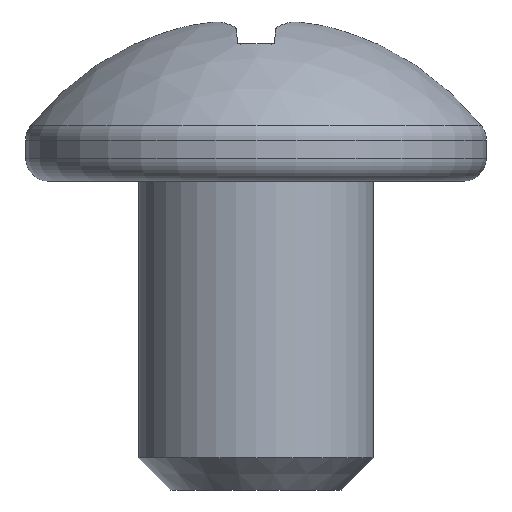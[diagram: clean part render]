
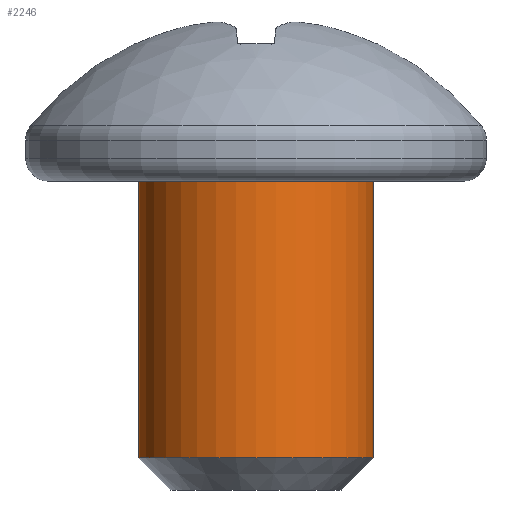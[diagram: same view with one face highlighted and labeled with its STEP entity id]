
A CAD part, left-side view. The second image highlights one B-rep face of the part: STEP entity #2246.
In plain terms, the highlighted cylindrical face has radius 2.413 mm (diameter 4.826 mm), a partial arc.
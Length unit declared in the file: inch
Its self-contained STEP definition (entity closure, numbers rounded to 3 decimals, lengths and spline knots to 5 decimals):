
#44 = DIRECTION ( 'NONE',  ( 0., 0., 1. ) ) ;
#61 = DIRECTION ( 'NONE',  ( 0., 0., 1. ) ) ;
#78 = AXIS2_PLACEMENT_3D ( 'NONE', #1963, #1555, #820 ) ;
#141 = CIRCLE ( 'NONE', #78, 0.095 ) ;
#417 = LINE ( 'NONE', #1375, #1499 ) ;
#518 = VERTEX_POINT ( 'NONE', #856 ) ;
#820 = DIRECTION ( 'NONE',  ( 0., -1., 0. ) ) ;
#856 = CARTESIAN_POINT ( 'NONE',  ( 0., -0.095, 0.0585 ) ) ;
#878 = CARTESIAN_POINT ( 'NONE',  ( 0., 0.095, 0.0585 ) ) ;
#904 = VERTEX_POINT ( 'NONE', #1979 ) ;
#936 = VECTOR ( 'NONE', #44, 39.37008 ) ;
#937 = VERTEX_POINT ( 'NONE', #878 ) ;
#1059 = ORIENTED_EDGE ( 'NONE', *, *, #2255, .F. ) ;
#1153 = CARTESIAN_POINT ( 'NONE',  ( 0., 0., 0.0585 ) ) ;
#1159 = CARTESIAN_POINT ( 'NONE',  ( 0., -0.095, -0.16546 ) ) ;
#1164 = ORIENTED_EDGE ( 'NONE', *, *, #1771, .T. ) ;
#1238 = EDGE_CURVE ( 'NONE', #904, #2252, #141, .T. ) ;
#1357 = DIRECTION ( 'NONE',  ( 0., -1., 0. ) ) ;
#1359 = DIRECTION ( 'NONE',  ( 0., -1., 0. ) ) ;
#1375 = CARTESIAN_POINT ( 'NONE',  ( 0., 0.095, 0.1915 ) ) ;
#1499 = VECTOR ( 'NONE', #61, 39.37008 ) ;
#1518 = ORIENTED_EDGE ( 'NONE', *, *, #1238, .T. ) ;
#1555 = DIRECTION ( 'NONE',  ( 0., 0., 1. ) ) ;
#1656 = AXIS2_PLACEMENT_3D ( 'NONE', #1153, #2096, #1359 ) ;
#1750 = EDGE_CURVE ( 'NONE', #937, #518, #1811, .T. ) ;
#1771 = EDGE_CURVE ( 'NONE', #2252, #518, #2193, .T. ) ;
#1811 = CIRCLE ( 'NONE', #1656, 0.095 ) ;
#1943 = CARTESIAN_POINT ( 'NONE',  ( 0., -0.095, 0.1915 ) ) ;
#1957 = EDGE_LOOP ( 'NONE', ( #1059, #1518, #1164, #2440 ) ) ;
#1963 = CARTESIAN_POINT ( 'NONE',  ( 0., 0., -0.16546 ) ) ;
#1979 = CARTESIAN_POINT ( 'NONE',  ( 0., 0.095, -0.16546 ) ) ;
#2096 = DIRECTION ( 'NONE',  ( 0., 0., 1. ) ) ;
#2133 = DIRECTION ( 'NONE',  ( 0., 0., 1. ) ) ;
#2193 = LINE ( 'NONE', #1943, #936 ) ;
#2246 = ADVANCED_FACE ( 'NONE', ( #2320 ), #2443, .T. ) ;
#2252 = VERTEX_POINT ( 'NONE', #1159 ) ;
#2255 = EDGE_CURVE ( 'NONE', #904, #937, #417, .T. ) ;
#2320 = FACE_OUTER_BOUND ( 'NONE', #1957, .T. ) ;
#2322 = CARTESIAN_POINT ( 'NONE',  ( 0., 0., 0.1915 ) ) ;
#2367 = AXIS2_PLACEMENT_3D ( 'NONE', #2322, #2133, #1357 ) ;
#2440 = ORIENTED_EDGE ( 'NONE', *, *, #1750, .F. ) ;
#2443 = CYLINDRICAL_SURFACE ( 'NONE', #2367, 0.095 ) ;
